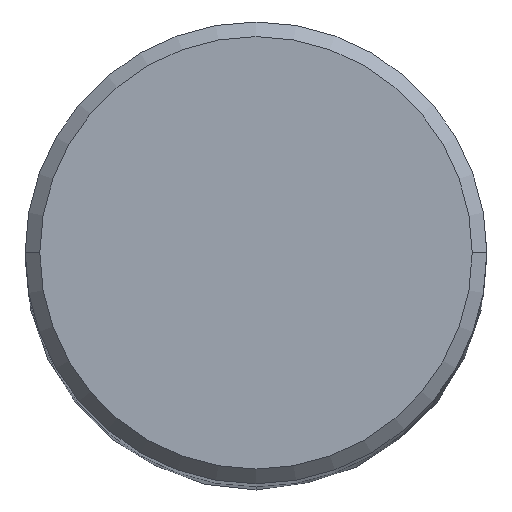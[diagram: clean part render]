
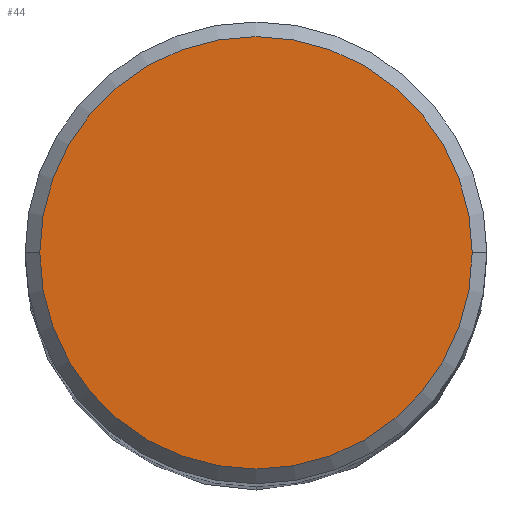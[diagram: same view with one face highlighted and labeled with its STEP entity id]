
A CAD part, top view. The second image highlights one B-rep face of the part: STEP entity #44.
In plain terms, the highlighted planar face has unit normal (0, 0, 1).
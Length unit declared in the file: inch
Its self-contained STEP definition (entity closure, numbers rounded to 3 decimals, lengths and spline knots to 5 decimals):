
#31 = DIRECTION ( 'NONE',  ( 1., 0., 0. ) ) ;
#40 = CARTESIAN_POINT ( 'NONE',  ( 0., 0., 3.93701 ) ) ;
#41 = DIRECTION ( 'NONE',  ( 0., 0., 1. ) ) ;
#44 = ADVANCED_FACE ( 'NONE', ( #144 ), #204, .T. ) ;
#72 = VERTEX_POINT ( 'NONE', #264 ) ;
#74 = EDGE_LOOP ( 'NONE', ( #138, #153 ) ) ;
#116 = EDGE_CURVE ( 'NONE', #72, #267, #246, .T. ) ;
#138 = ORIENTED_EDGE ( 'NONE', *, *, #283, .T. ) ;
#144 = FACE_OUTER_BOUND ( 'NONE', #74, .T. ) ;
#153 = ORIENTED_EDGE ( 'NONE', *, *, #116, .T. ) ;
#204 = PLANE ( 'NONE',  #314 ) ;
#214 = CIRCLE ( 'NONE', #279, 0.22122 ) ;
#220 = CARTESIAN_POINT ( 'NONE',  ( -0.22122, 0., 3.93701 ) ) ;
#232 = CARTESIAN_POINT ( 'NONE',  ( 0., 0., 3.93701 ) ) ;
#246 = CIRCLE ( 'NONE', #301, 0.22122 ) ;
#264 = CARTESIAN_POINT ( 'NONE',  ( 0.22122, 0., 3.93701 ) ) ;
#267 = VERTEX_POINT ( 'NONE', #220 ) ;
#269 = DIRECTION ( 'NONE',  ( 0., 0., 1. ) ) ;
#272 = CARTESIAN_POINT ( 'NONE',  ( 0., 0., 3.93701 ) ) ;
#279 = AXIS2_PLACEMENT_3D ( 'NONE', #272, #269, #31 ) ;
#283 = EDGE_CURVE ( 'NONE', #267, #72, #214, .T. ) ;
#301 = AXIS2_PLACEMENT_3D ( 'NONE', #232, #338, #333 ) ;
#314 = AXIS2_PLACEMENT_3D ( 'NONE', #40, #41, #316 ) ;
#316 = DIRECTION ( 'NONE',  ( 1., 0., 0. ) ) ;
#333 = DIRECTION ( 'NONE',  ( 1., 0., 0. ) ) ;
#338 = DIRECTION ( 'NONE',  ( 0., 0., 1. ) ) ;
